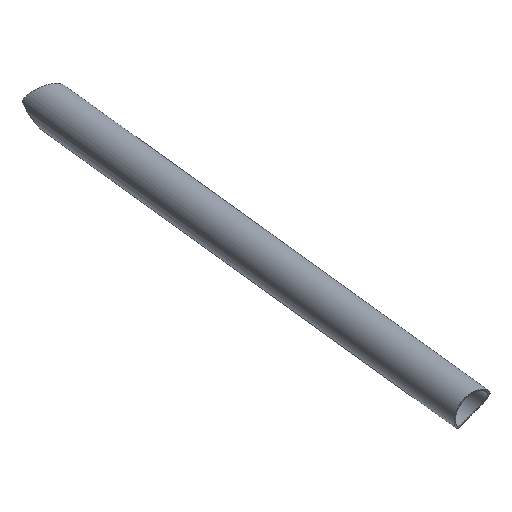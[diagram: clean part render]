
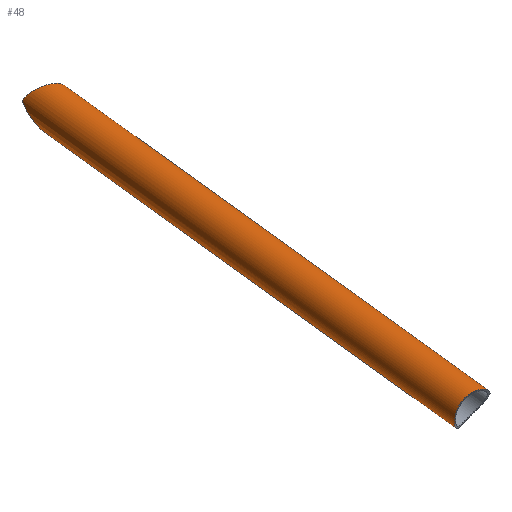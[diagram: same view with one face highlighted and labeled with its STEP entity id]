
A CAD part, top view. The second image highlights one B-rep face of the part: STEP entity #48.
In plain terms, the highlighted cylindrical face has radius 7.5 mm (diameter 15 mm), a partial arc.
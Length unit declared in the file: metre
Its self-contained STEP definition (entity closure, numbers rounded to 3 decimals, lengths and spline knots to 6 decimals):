
#48=ADVANCED_FACE('',(#112),#113,.T.);
#62=EDGE_CURVE('',#134,#135,#136,.F.);
#64=EDGE_CURVE('0:455',#138,#139,#140,.F.);
#66=EDGE_CURVE('0:453',#138,#142,#143,.T.);
#112=FACE_OUTER_BOUND('',#188,.T.);
#113=CYLINDRICAL_SURFACE('',#189,0.0075);
#134=VERTEX_POINT('',#211);
#135=VERTEX_POINT('',#212);
#136=B_SPLINE_CURVE_WITH_KNOTS('',5,(#213,#214,#215,#216,#217,#218,#219,#220,#221,#222,#223,#224,#225,#226,#227,#228,#229,#230,#231,#232,#233,#234,#235,#236,#237,#238,#239,#240,#241,#242),.UNSPECIFIED.,.F.,.F.,(6,3,3,3,3,3,3,3,3,6),(-75.840448,-71.127086,-67.618165,-62.782923,-58.833169,-54.116369,-50.23957,-47.701816,-44.111665,-40.672935),.UNSPECIFIED.);
#138=VERTEX_POINT('',#245);
#139=VERTEX_POINT('',#246);
#140=B_SPLINE_CURVE_WITH_KNOTS('',5,(#247,#248,#249,#250,#251,#252,#253,#254,#255,#256,#257,#258,#259,#260,#261,#262,#263,#264,#265,#266,#267,#268,#269,#270,#271,#272,#273,#274,#275),.UNSPECIFIED.,.F.,.F.,(6,5,3,3,3,3,3,3,6),(2.38644,5.612647,6.976227,12.207682,18.304193,25.562776,27.577978,28.78184,29.985702),.UNSPECIFIED.);
#142=VERTEX_POINT('',#278);
#143=B_SPLINE_CURVE_WITH_KNOTS('',5,(#279,#280,#281,#282,#283,#284,#285,#286,#287,#288,#289,#290,#291,#292,#293,#294,#295,#296,#297,#298,#299,#300,#301,#302,#303,#304,#305,#306,#307),.UNSPECIFIED.,.F.,.F.,(6,3,3,3,3,5,3,3,6),(0.0,1.525097,3.050194,7.679304,12.308414,18.206203,20.434792,22.663381,25.608788),.UNSPECIFIED.);
#188=EDGE_LOOP('',(#738,#739,#740,#741,#742));
#189=AXIS2_PLACEMENT_3D('',#743,#744,#745);
#211=CARTESIAN_POINT('',(-1.459404,-0.287565,0.402002));
#212=CARTESIAN_POINT('',(-1.46922,-0.298979,0.400418));
#213=CARTESIAN_POINT('',(-1.46922,-0.298979,0.400418));
#214=CARTESIAN_POINT('',(-1.469325,-0.298903,0.401072));
#215=CARTESIAN_POINT('',(-1.469419,-0.298782,0.401723));
#216=CARTESIAN_POINT('',(-1.4695,-0.298611,0.402366));
#217=CARTESIAN_POINT('',(-1.469618,-0.298215,0.403459));
#218=CARTESIAN_POINT('',(-1.469678,-0.297643,0.404473));
#219=CARTESIAN_POINT('',(-1.469692,-0.297366,0.404887));
#220=CARTESIAN_POINT('',(-1.469687,-0.296631,0.405816));
#221=CARTESIAN_POINT('',(-1.469578,-0.295737,0.406591));
#222=CARTESIAN_POINT('',(-1.469473,-0.295175,0.406978));
#223=CARTESIAN_POINT('',(-1.469193,-0.294105,0.407565));
#224=CARTESIAN_POINT('',(-1.468747,-0.293002,0.407942));
#225=CARTESIAN_POINT('',(-1.468512,-0.292508,0.40807));
#226=CARTESIAN_POINT('',(-1.467922,-0.291445,0.408263));
#227=CARTESIAN_POINT('',(-1.46718,-0.29046,0.40827));
#228=CARTESIAN_POINT('',(-1.466734,-0.289959,0.408221));
#229=CARTESIAN_POINT('',(-1.46586,-0.289123,0.408038));
#230=CARTESIAN_POINT('',(-1.464903,-0.288451,0.407687));
#231=CARTESIAN_POINT('',(-1.46446,-0.288184,0.407496));
#232=CARTESIAN_POINT('',(-1.46372,-0.287806,0.407122));
#233=CARTESIAN_POINT('',(-1.462988,-0.287535,0.406657));
#234=CARTESIAN_POINT('',(-1.462702,-0.287445,0.406458));
#235=CARTESIAN_POINT('',(-1.462025,-0.287266,0.405945));
#236=CARTESIAN_POINT('',(-1.461395,-0.287183,0.40535));
#237=CARTESIAN_POINT('',(-1.461049,-0.287164,0.404976));
#238=CARTESIAN_POINT('',(-1.460428,-0.287184,0.404195));
#239=CARTESIAN_POINT('',(-1.459932,-0.287297,0.403336));
#240=CARTESIAN_POINT('',(-1.459722,-0.287372,0.402901));
#241=CARTESIAN_POINT('',(-1.459547,-0.287462,0.402456));
#242=CARTESIAN_POINT('',(-1.459404,-0.287565,0.402002));
#245=CARTESIAN_POINT('',(-1.600138,-0.199716,0.206875));
#246=CARTESIAN_POINT('',(-1.587206,-0.195269,0.206239));
#247=CARTESIAN_POINT('',(-1.586506,-0.196138,0.204257));
#248=CARTESIAN_POINT('',(-1.586587,-0.195938,0.20466));
#249=CARTESIAN_POINT('',(-1.586697,-0.19575,0.205062));
#250=CARTESIAN_POINT('',(-1.586836,-0.195574,0.205461));
#251=CARTESIAN_POINT('',(-1.587006,-0.195413,0.205855));
#252=CARTESIAN_POINT('',(-1.587206,-0.195269,0.206239));
#253=CARTESIAN_POINT('',(-1.58729,-0.195208,0.206401));
#254=CARTESIAN_POINT('',(-1.58738,-0.19515,0.206562));
#255=CARTESIAN_POINT('',(-1.587475,-0.195095,0.20672));
#256=CARTESIAN_POINT('',(-1.587962,-0.194845,0.207476));
#257=CARTESIAN_POINT('',(-1.588573,-0.194676,0.208172));
#258=CARTESIAN_POINT('',(-1.58913,-0.1946,0.208669));
#259=CARTESIAN_POINT('',(-1.590466,-0.194576,0.209584));
#260=CARTESIAN_POINT('',(-1.591981,-0.194838,0.210112));
#261=CARTESIAN_POINT('',(-1.592816,-0.195058,0.210271));
#262=CARTESIAN_POINT('',(-1.594617,-0.195675,0.210365));
#263=CARTESIAN_POINT('',(-1.596284,-0.196525,0.20996));
#264=CARTESIAN_POINT('',(-1.597123,-0.197035,0.209613));
#265=CARTESIAN_POINT('',(-1.598093,-0.197723,0.209037));
#266=CARTESIAN_POINT('',(-1.598921,-0.198442,0.208316));
#267=CARTESIAN_POINT('',(-1.599094,-0.1986,0.208153));
#268=CARTESIAN_POINT('',(-1.599359,-0.198852,0.207882));
#269=CARTESIAN_POINT('',(-1.599605,-0.199107,0.207596));
#270=CARTESIAN_POINT('',(-1.599676,-0.199183,0.207509));
#271=CARTESIAN_POINT('',(-1.599798,-0.199316,0.207356));
#272=CARTESIAN_POINT('',(-1.599915,-0.199449,0.207199));
#273=CARTESIAN_POINT('',(-1.599981,-0.199525,0.207109));
#274=CARTESIAN_POINT('',(-1.600061,-0.19962,0.206993));
#275=CARTESIAN_POINT('',(-1.600138,-0.199716,0.206875));
#278=CARTESIAN_POINT('',(-1.593363,-0.209325,0.210259));
#279=CARTESIAN_POINT('',(-1.600138,-0.199716,0.206875));
#280=CARTESIAN_POINT('',(-1.600072,-0.199894,0.206977));
#281=CARTESIAN_POINT('',(-1.600003,-0.200072,0.207077));
#282=CARTESIAN_POINT('',(-1.599946,-0.200215,0.207156));
#283=CARTESIAN_POINT('',(-1.599846,-0.200466,0.207293));
#284=CARTESIAN_POINT('',(-1.599741,-0.200716,0.207428));
#285=CARTESIAN_POINT('',(-1.599681,-0.200859,0.207505));
#286=CARTESIAN_POINT('',(-1.599366,-0.201577,0.207883));
#287=CARTESIAN_POINT('',(-1.599018,-0.202292,0.208237));
#288=CARTESIAN_POINT('',(-1.598738,-0.202827,0.208489));
#289=CARTESIAN_POINT('',(-1.598142,-0.203888,0.208962));
#290=CARTESIAN_POINT('',(-1.597467,-0.204931,0.209368));
#291=CARTESIAN_POINT('',(-1.597109,-0.205446,0.209552));
#292=CARTESIAN_POINT('',(-1.596244,-0.206601,0.209927));
#293=CARTESIAN_POINT('',(-1.595262,-0.207697,0.210176));
#294=CARTESIAN_POINT('',(-1.594673,-0.208285,0.210269));
#295=CARTESIAN_POINT('',(-1.594039,-0.208837,0.210303));
#296=CARTESIAN_POINT('',(-1.593363,-0.209325,0.210259));
#297=CARTESIAN_POINT('',(-1.593108,-0.209509,0.210242));
#298=CARTESIAN_POINT('',(-1.592847,-0.209684,0.210214));
#299=CARTESIAN_POINT('',(-1.59258,-0.209848,0.210173));
#300=CARTESIAN_POINT('',(-1.592035,-0.210152,0.210064));
#301=CARTESIAN_POINT('',(-1.591475,-0.210395,0.209895));
#302=CARTESIAN_POINT('',(-1.591192,-0.210499,0.209795));
#303=CARTESIAN_POINT('',(-1.590537,-0.210691,0.209524));
#304=CARTESIAN_POINT('',(-1.589898,-0.210763,0.209165));
#305=CARTESIAN_POINT('',(-1.589547,-0.21076,0.208933));
#306=CARTESIAN_POINT('',(-1.589216,-0.210714,0.20868));
#307=CARTESIAN_POINT('',(-1.588909,-0.210629,0.208411));
#738=ORIENTED_EDGE('',*,*,#810,.F.);
#739=ORIENTED_EDGE('',*,*,#62,.F.);
#740=ORIENTED_EDGE('',*,*,#811,.F.);
#741=ORIENTED_EDGE('',*,*,#64,.F.);
#742=ORIENTED_EDGE('',*,*,#66,.T.);
#743=CARTESIAN_POINT('',(-1.524994,-0.249448,0.308258));
#744=DIRECTION('',(0.508,-0.367,0.779));
#745=DIRECTION('',(-0.585,-0.811,0.));
#810=EDGE_CURVE('',#135,#142,#822,.T.);
#811=EDGE_CURVE('',#139,#134,#823,.T.);
#822=LINE('',#834,#835);
#823=LINE('',#836,#837);
#834=CARTESIAN_POINT('',(-1.529386,-0.255528,0.308258));
#835=VECTOR('',#849,1.0);
#836=CARTESIAN_POINT('',(-1.520603,-0.243368,0.308258));
#837=VECTOR('',#850,1.0);
#849=DIRECTION('',(-0.508,0.367,-0.779));
#850=DIRECTION('',(0.508,-0.367,0.779));
